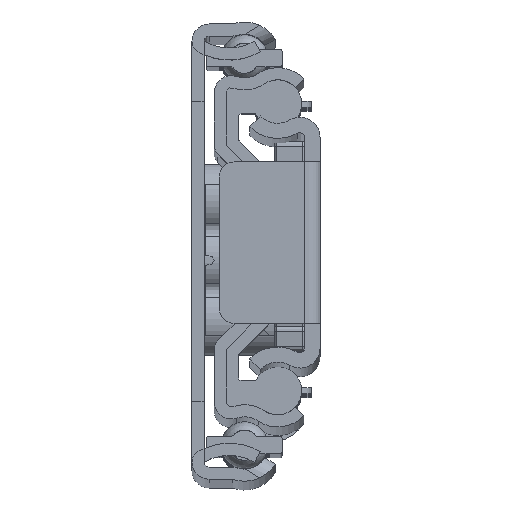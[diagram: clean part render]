
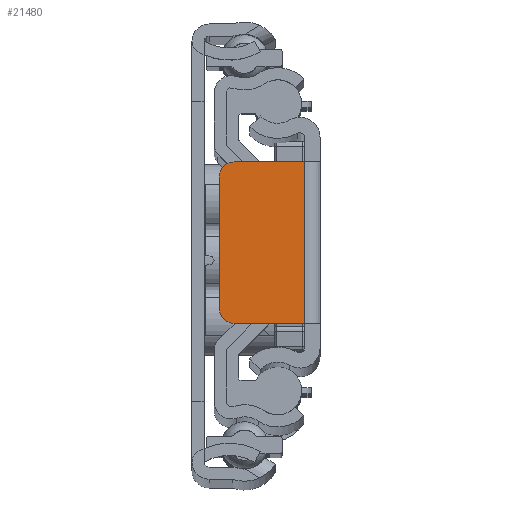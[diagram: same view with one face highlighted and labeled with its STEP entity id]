
A CAD part, top view. The second image highlights one B-rep face of the part: STEP entity #21480.
In plain terms, the highlighted planar face has unit normal (0, 0, 1).
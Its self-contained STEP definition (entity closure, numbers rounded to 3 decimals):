
#2120=FACE_OUTER_BOUND('',#3248,.T.);
#3248=EDGE_LOOP('',(#16641,#16642,#16643,#16644,#16645,#16646));
#4326=CIRCLE('',#22973,1.5);
#4329=CIRCLE('',#22978,1.5);
#5993=LINE('',#33301,#7858);
#5996=LINE('',#33308,#7861);
#5997=LINE('',#33312,#7862);
#5998=LINE('',#33313,#7863);
#7858=VECTOR('',#26851,10.);
#7861=VECTOR('',#26858,10.);
#7862=VECTOR('',#26861,10.);
#7863=VECTOR('',#26862,10.);
#9652=VERTEX_POINT('',#33291);
#9653=VERTEX_POINT('',#33292);
#9656=VERTEX_POINT('',#33300);
#9658=VERTEX_POINT('',#33307);
#9659=VERTEX_POINT('',#33309);
#9660=VERTEX_POINT('',#33311);
#12250=EDGE_CURVE('',#9652,#9653,#4326,.T.);
#12254=EDGE_CURVE('',#9653,#9656,#5993,.T.);
#12258=EDGE_CURVE('',#9652,#9658,#5996,.T.);
#12259=EDGE_CURVE('',#9659,#9658,#4329,.T.);
#12260=EDGE_CURVE('',#9660,#9659,#5997,.T.);
#12261=EDGE_CURVE('',#9656,#9660,#5998,.T.);
#16641=ORIENTED_EDGE('',*,*,#12250,.F.);
#16642=ORIENTED_EDGE('',*,*,#12258,.T.);
#16643=ORIENTED_EDGE('',*,*,#12259,.F.);
#16644=ORIENTED_EDGE('',*,*,#12260,.F.);
#16645=ORIENTED_EDGE('',*,*,#12261,.F.);
#16646=ORIENTED_EDGE('',*,*,#12254,.F.);
#20818=PLANE('',#22977);
#21480=ADVANCED_FACE('',(#2120),#20818,.T.);
#22973=AXIS2_PLACEMENT_3D('',#33293,#26843,#26844);
#22977=AXIS2_PLACEMENT_3D('',#33306,#26856,#26857);
#22978=AXIS2_PLACEMENT_3D('',#33310,#26859,#26860);
#26843=DIRECTION('center_axis',(0.,0.,
-1.));
#26844=DIRECTION('ref_axis',(-0.707,0.707,0.));
#26851=DIRECTION('',(1.,0.,0.));
#26856=DIRECTION('center_axis',(0.,0.,
1.));
#26857=DIRECTION('ref_axis',(1.,0.,0.));
#26858=DIRECTION('',(0.,-1.,0.));
#26859=DIRECTION('center_axis',(0.,0.,
-1.));
#26860=DIRECTION('ref_axis',(-0.707,-0.707,0.));
#26861=DIRECTION('',(-1.,0.,0.));
#26862=DIRECTION('',(0.,-1.,0.));
#33291=CARTESIAN_POINT('',(-2.5,6.5,708.));
#33292=CARTESIAN_POINT('',(-1.,8.,708.));
#33293=CARTESIAN_POINT('Origin',(-1.,6.5,708.));
#33300=CARTESIAN_POINT('',(6.,8.,708.));
#33301=CARTESIAN_POINT('',(6.,8.,708.));
#33306=CARTESIAN_POINT('Origin',(-2.5,0.,
708.));
#33307=CARTESIAN_POINT('',(-2.5,-6.5,708.));
#33308=CARTESIAN_POINT('',(-2.5,0.,708.));
#33309=CARTESIAN_POINT('',(-1.,-8.,708.));
#33310=CARTESIAN_POINT('Origin',(-1.,-6.5,708.));
#33311=CARTESIAN_POINT('',(6.,-8.,708.));
#33312=CARTESIAN_POINT('',(6.,-8.,708.));
#33313=CARTESIAN_POINT('',(6.,0.,708.));
